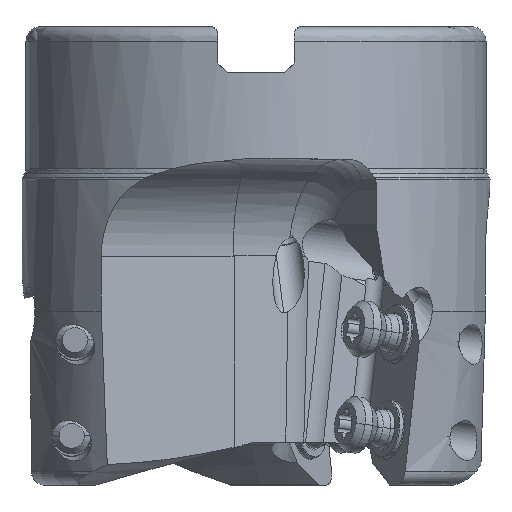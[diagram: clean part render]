
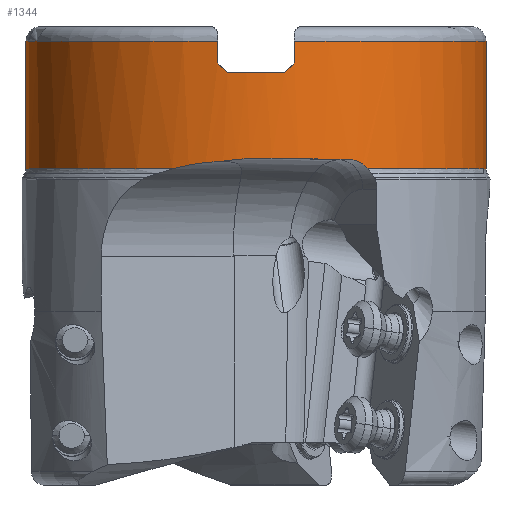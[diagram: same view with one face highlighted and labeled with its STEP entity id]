
A CAD part, front view. The second image highlights one B-rep face of the part: STEP entity #1344.
In plain terms, the highlighted cylindrical face has radius 23.815 mm (diameter 47.63 mm), a partial arc.
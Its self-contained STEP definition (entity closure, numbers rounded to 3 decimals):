
#117=CYLINDRICAL_SURFACE('',#9051,23.815);
#312=ELLIPSE('',#9045,23.819,23.815);
#532=LINE('',#13756,#896);
#535=LINE('',#13780,#899);
#576=LINE('',#15464,#940);
#577=LINE('',#15478,#941);
#896=VECTOR('',#10227,1.);
#899=VECTOR('',#10238,1.);
#940=VECTOR('',#10507,1.);
#941=VECTOR('',#10510,1.);
#1344=ADVANCED_FACE('',(#1909),#117,.T.);
#1909=FACE_OUTER_BOUND('',#2360,.T.);
#2360=EDGE_LOOP('',(#3935,#3936,#3937,#3938,#3939,#3940,#3941,#3942,#3943,
#3944,#3945,#3946,#3947,#3948,#3949,#3950,#3951));
#2858=CIRCLE('',#9042,23.815);
#2859=CIRCLE('',#9043,23.815);
#2860=CIRCLE('',#9046,23.815);
#2861=CIRCLE('',#9047,23.815);
#2862=CIRCLE('',#9048,23.815);
#2863=CIRCLE('',#9049,23.815);
#2864=CIRCLE('',#9050,23.815);
#3935=ORIENTED_EDGE('',*,*,#7327,.F.);
#3936=ORIENTED_EDGE('',*,*,#7328,.F.);
#3937=ORIENTED_EDGE('',*,*,#7329,.T.);
#3938=ORIENTED_EDGE('',*,*,#7114,.T.);
#3939=ORIENTED_EDGE('',*,*,#7330,.T.);
#3940=ORIENTED_EDGE('',*,*,#7331,.T.);
#3941=ORIENTED_EDGE('',*,*,#7332,.F.);
#3942=ORIENTED_EDGE('',*,*,#7333,.F.);
#3943=ORIENTED_EDGE('',*,*,#7334,.T.);
#3944=ORIENTED_EDGE('',*,*,#7335,.F.);
#3945=ORIENTED_EDGE('',*,*,#7336,.F.);
#3946=ORIENTED_EDGE('',*,*,#7337,.T.);
#3947=ORIENTED_EDGE('',*,*,#7105,.T.);
#3948=ORIENTED_EDGE('',*,*,#7326,.T.);
#3949=ORIENTED_EDGE('',*,*,#7325,.T.);
#3950=ORIENTED_EDGE('',*,*,#7312,.T.);
#3951=ORIENTED_EDGE('',*,*,#7338,.F.);
#6131=VERTEX_POINT('',#13755);
#6132=VERTEX_POINT('',#13757);
#6140=VERTEX_POINT('',#13779);
#6141=VERTEX_POINT('',#13781);
#6303=VERTEX_POINT('',#15372);
#6304=VERTEX_POINT('',#15377);
#6311=VERTEX_POINT('',#15439);
#6312=VERTEX_POINT('',#15443);
#6313=VERTEX_POINT('',#15444);
#6314=VERTEX_POINT('',#15458);
#6315=VERTEX_POINT('',#15461);
#6316=VERTEX_POINT('',#15463);
#6317=VERTEX_POINT('',#15465);
#6318=VERTEX_POINT('',#15470);
#6319=VERTEX_POINT('',#15472);
#6320=VERTEX_POINT('',#15477);
#6321=VERTEX_POINT('',#15479);
#7105=EDGE_CURVE('',#6132,#6131,#532,.T.);
#7114=EDGE_CURVE('',#6141,#6140,#535,.T.);
#7312=EDGE_CURVE('',#6304,#6303,#8429,.T.);
#7325=EDGE_CURVE('',#6311,#6304,#2858,.T.);
#7326=EDGE_CURVE('',#6131,#6311,#2859,.T.);
#7327=EDGE_CURVE('',#6312,#6313,#312,.T.);
#7328=EDGE_CURVE('',#6314,#6312,#8437,.T.);
#7329=EDGE_CURVE('',#6314,#6141,#2860,.T.);
#7330=EDGE_CURVE('',#6140,#6315,#2861,.T.);
#7331=EDGE_CURVE('',#6315,#6316,#2862,.T.);
#7332=EDGE_CURVE('',#6317,#6316,#576,.T.);
#7333=EDGE_CURVE('',#6318,#6317,#8438,.T.);
#7334=EDGE_CURVE('',#6318,#6319,#2863,.T.);
#7335=EDGE_CURVE('',#6320,#6319,#8439,.T.);
#7336=EDGE_CURVE('',#6321,#6320,#577,.T.);
#7337=EDGE_CURVE('',#6321,#6132,#2864,.T.);
#7338=EDGE_CURVE('',#6313,#6303,#8440,.T.);
#8429=B_SPLINE_CURVE_WITH_KNOTS('',3,(#15373,#15374,#15375,#15376),
 .UNSPECIFIED.,.F.,.F.,(4,4),(0.,1.),.UNSPECIFIED.);
#8437=B_SPLINE_CURVE_WITH_KNOTS('',3,(#15445,#15446,#15447,#15448,#15449,
#15450,#15451,#15452,#15453,#15454,#15455,#15456,#15457),.UNSPECIFIED.,
 .F.,.F.,(4,1,1,1,1,1,1,1,1,1,4),(0.,0.1,0.2,0.3,0.4,0.5,0.6,0.7,0.8,0.9,
1.),.UNSPECIFIED.);
#8438=B_SPLINE_CURVE_WITH_KNOTS('',3,(#15466,#15467,#15468,#15469),
 .UNSPECIFIED.,.F.,.F.,(4,4),(0.,1.),.UNSPECIFIED.);
#8439=B_SPLINE_CURVE_WITH_KNOTS('',3,(#15473,#15474,#15475,#15476),
 .UNSPECIFIED.,.F.,.F.,(4,4),(0.,1.),.UNSPECIFIED.);
#8440=B_SPLINE_CURVE_WITH_KNOTS('',3,(#15481,#15482,#15483,#15484),
 .UNSPECIFIED.,.F.,.F.,(4,4),(0.,1.),.UNSPECIFIED.);
#9042=AXIS2_PLACEMENT_3D('',#15438,#10493,#10494);
#9043=AXIS2_PLACEMENT_3D('',#15440,#10495,#10496);
#9045=AXIS2_PLACEMENT_3D('',#15442,#10499,#10500);
#9046=AXIS2_PLACEMENT_3D('',#15459,#10501,#10502);
#9047=AXIS2_PLACEMENT_3D('',#15460,#10503,#10504);
#9048=AXIS2_PLACEMENT_3D('',#15462,#10505,#10506);
#9049=AXIS2_PLACEMENT_3D('',#15471,#10508,#10509);
#9050=AXIS2_PLACEMENT_3D('',#15480,#10511,#10512);
#9051=AXIS2_PLACEMENT_3D('',#15485,#10513,#10514);
#10227=DIRECTION('',(0.,0.,-1.));
#10238=DIRECTION('',(0.,0.,1.));
#10493=DIRECTION('',(0.,0.,1.));
#10494=DIRECTION('',(-1.,-0.001,0.));
#10495=DIRECTION('',(0.,0.,1.));
#10496=DIRECTION('',(-1.,0.,0.));
#10499=DIRECTION('',(-0.015,-0.009,-1.));
#10500=DIRECTION('',(0.866,0.5,-0.017));
#10501=DIRECTION('',(0.,0.,1.));
#10502=DIRECTION('',(0.487,-0.873,0.));
#10503=DIRECTION('',(0.,0.,-1.));
#10504=DIRECTION('',(1.,0.,0.));
#10505=DIRECTION('',(0.,0.,-1.));
#10506=DIRECTION('',(1.,-0.001,0.));
#10507=DIRECTION('',(0.,0.,1.));
#10508=DIRECTION('',(0.,0.,-1.));
#10509=DIRECTION('',(0.125,-0.992,0.));
#10510=DIRECTION('',(0.,0.,-1.));
#10511=DIRECTION('',(0.,0.,-1.));
#10512=DIRECTION('',(-0.167,-0.986,0.));
#10513=DIRECTION('',(0.,0.,-1.));
#10514=DIRECTION('',(1.,0.,0.));
#13755=CARTESIAN_POINT('',(-23.815,0.,-14.732));
#13756=CARTESIAN_POINT('',(-23.815,0.,-1.5));
#13757=CARTESIAN_POINT('',(-23.815,0.,-1.5));
#13779=CARTESIAN_POINT('',(23.815,0.,-1.5));
#13780=CARTESIAN_POINT('',(23.815,0.,-14.732));
#13781=CARTESIAN_POINT('',(23.815,0.,-14.732));
#15372=CARTESIAN_POINT('',(-3.387,-23.573,-13.914));
#15373=CARTESIAN_POINT('',(-8.665,-22.183,-14.732));
#15374=CARTESIAN_POINT('',(-6.99,-22.837,-14.237));
#15375=CARTESIAN_POINT('',(-5.224,-23.309,-14.026));
#15376=CARTESIAN_POINT('',(-3.387,-23.573,-13.914));
#15377=CARTESIAN_POINT('',(-8.665,-22.183,-14.732));
#15438=CARTESIAN_POINT('',(0.,0.,-14.732));
#15439=CARTESIAN_POINT('',(-23.815,-0.015,-14.732));
#15440=CARTESIAN_POINT('',(0.,0.,-14.732));
#15442=CARTESIAN_POINT('',(0.,0.,-13.804));
#15443=CARTESIAN_POINT('',(9.665,-21.766,-13.761));
#15444=CARTESIAN_POINT('',(1.661,-23.757,-13.622));
#15445=CARTESIAN_POINT('',(11.599,-20.799,-14.732));
#15446=CARTESIAN_POINT('',(11.551,-20.826,-14.672));
#15447=CARTESIAN_POINT('',(11.451,-20.882,-14.557));
#15448=CARTESIAN_POINT('',(11.288,-20.97,-14.399));
#15449=CARTESIAN_POINT('',(11.114,-21.063,-14.256));
#15450=CARTESIAN_POINT('',(10.928,-21.16,-14.13));
#15451=CARTESIAN_POINT('',(10.733,-21.259,-14.021));
#15452=CARTESIAN_POINT('',(10.531,-21.361,-13.93));
#15453=CARTESIAN_POINT('',(10.322,-21.462,-13.858));
#15454=CARTESIAN_POINT('',(10.108,-21.564,-13.805));
#15455=CARTESIAN_POINT('',(9.888,-21.666,-13.771));
#15456=CARTESIAN_POINT('',(9.74,-21.733,-13.762));
#15457=CARTESIAN_POINT('',(9.665,-21.766,-13.761));
#15458=CARTESIAN_POINT('',(11.599,-20.799,-14.732));
#15459=CARTESIAN_POINT('',(0.,0.,-14.732));
#15460=CARTESIAN_POINT('',(0.,0.,-1.5));
#15461=CARTESIAN_POINT('',(23.815,-0.022,-1.5));
#15462=CARTESIAN_POINT('',(0.,0.,-1.5));
#15463=CARTESIAN_POINT('',(3.97,-23.482,-1.5));
#15464=CARTESIAN_POINT('',(3.97,-23.482,-3.76));
#15465=CARTESIAN_POINT('',(3.97,-23.482,-3.76));
#15466=CARTESIAN_POINT('',(2.97,-23.629,-4.76));
#15467=CARTESIAN_POINT('',(3.304,-23.587,-4.426));
#15468=CARTESIAN_POINT('',(3.637,-23.538,-4.093));
#15469=CARTESIAN_POINT('',(3.97,-23.482,-3.76));
#15470=CARTESIAN_POINT('',(2.97,-23.629,-4.76));
#15471=CARTESIAN_POINT('',(0.,0.,-4.76));
#15472=CARTESIAN_POINT('',(-2.97,-23.629,-4.76));
#15473=CARTESIAN_POINT('',(-3.97,-23.482,-3.76));
#15474=CARTESIAN_POINT('',(-3.637,-23.538,-4.093));
#15475=CARTESIAN_POINT('',(-3.304,-23.587,-4.426));
#15476=CARTESIAN_POINT('',(-2.97,-23.629,-4.76));
#15477=CARTESIAN_POINT('',(-3.97,-23.482,-3.76));
#15478=CARTESIAN_POINT('',(-3.97,-23.482,-1.5));
#15479=CARTESIAN_POINT('',(-3.97,-23.482,-1.5));
#15480=CARTESIAN_POINT('',(0.,0.,-1.5));
#15481=CARTESIAN_POINT('',(1.661,-23.757,-13.622));
#15482=CARTESIAN_POINT('',(-0.036,-23.876,-13.595));
#15483=CARTESIAN_POINT('',(-1.721,-23.812,-13.647));
#15484=CARTESIAN_POINT('',(-3.387,-23.573,-13.914));
#15485=CARTESIAN_POINT('',(0.,0.,-1.235));
